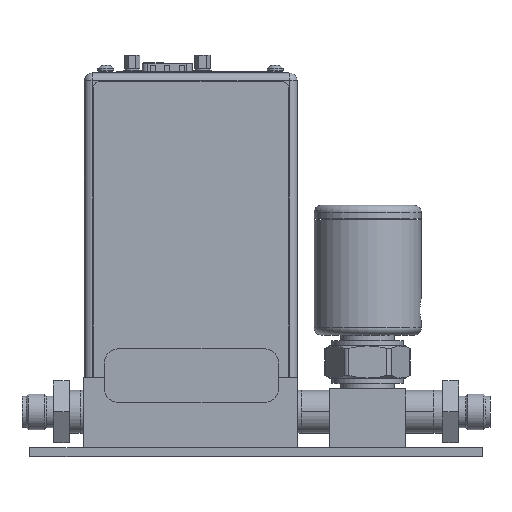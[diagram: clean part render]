
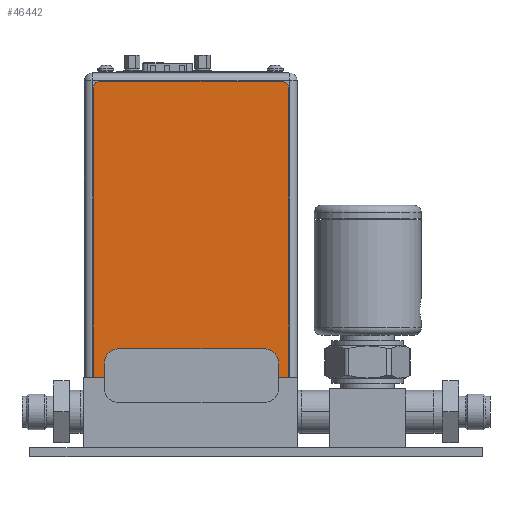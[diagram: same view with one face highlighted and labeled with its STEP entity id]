
A CAD part, top view. The second image highlights one B-rep face of the part: STEP entity #46442.
In plain terms, the highlighted planar face has unit normal (0, 0, 1).
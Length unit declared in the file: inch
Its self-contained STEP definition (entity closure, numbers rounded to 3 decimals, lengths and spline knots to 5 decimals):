
#46275=CARTESIAN_POINT('',(2.63,4.04,0.004));
#46276=DIRECTION('',(0.,0.,1.));
#46277=DIRECTION('',(1.,0.,0.));
#46278=AXIS2_PLACEMENT_3D('',#46275,#46276,#46277);
#46280=DIRECTION('',(0.,1.,0.));
#46281=VECTOR('',#46280,4.04);
#46282=CARTESIAN_POINT('',(2.73,0.,0.004));
#46283=LINE('',#46282,#46281);
#46284=DIRECTION('',(1.,0.,0.));
#46285=VECTOR('',#46284,2.73);
#46286=CARTESIAN_POINT('',(0.,0.,0.004));
#46287=LINE('',#46286,#46285);
#46288=DIRECTION('',(0.,-1.,0.));
#46289=VECTOR('',#46288,4.04);
#46290=CARTESIAN_POINT('',(0.,4.04,0.004));
#46291=LINE('',#46290,#46289);
#46292=CARTESIAN_POINT('',(0.1,4.04,0.004));
#46293=DIRECTION('',(0.,0.,1.));
#46294=DIRECTION('',(0.,1.,0.));
#46295=AXIS2_PLACEMENT_3D('',#46292,#46293,#46294);
#46297=DIRECTION('',(-1.,0.,0.));
#46298=VECTOR('',#46297,2.53);
#46299=CARTESIAN_POINT('',(2.63,4.14,0.004));
#46300=LINE('',#46299,#46298);
#46305=CARTESIAN_POINT('',(0.,0.,0.004));
#46306=CARTESIAN_POINT('',(2.73,0.,0.004));
#46307=VERTEX_POINT('',#46305);
#46308=VERTEX_POINT('',#46306);
#46313=CARTESIAN_POINT('',(2.73,4.04,0.004));
#46314=VERTEX_POINT('',#46313);
#46315=CARTESIAN_POINT('',(2.63,4.14,0.004));
#46316=VERTEX_POINT('',#46315);
#46321=CARTESIAN_POINT('',(0.1,4.14,0.004));
#46322=VERTEX_POINT('',#46321);
#46323=CARTESIAN_POINT('',(0.,4.04,0.004));
#46324=VERTEX_POINT('',#46323);
#46429=CARTESIAN_POINT('',(0.,0.,0.004));
#46430=DIRECTION('',(0.,0.,1.));
#46431=DIRECTION('',(1.,0.,0.));
#46432=AXIS2_PLACEMENT_3D('',#46429,#46430,#46431);
#46433=PLANE('',#46432);
#46434=ORIENTED_EDGE('',*,*,#46353,.F.);
#46435=ORIENTED_EDGE('',*,*,#46369,.F.);
#46436=ORIENTED_EDGE('',*,*,#46382,.F.);
#46437=ORIENTED_EDGE('',*,*,#46395,.F.);
#46438=ORIENTED_EDGE('',*,*,#46410,.F.);
#46439=ORIENTED_EDGE('',*,*,#46422,.F.);
#46440=EDGE_LOOP('',(#46434,#46435,#46436,#46437,#46438,#46439));
#46441=FACE_OUTER_BOUND('',#46440,.F.);
#46442=ADVANCED_FACE('',(#46441),#46433,.T.);
#46279=CIRCLE('',#46278,0.1);
#46296=CIRCLE('',#46295,0.1);
#46353=EDGE_CURVE('',#46314,#46316,#46279,.T.);
#46369=EDGE_CURVE('',#46308,#46314,#46283,.T.);
#46382=EDGE_CURVE('',#46307,#46308,#46287,.T.);
#46395=EDGE_CURVE('',#46324,#46307,#46291,.T.);
#46410=EDGE_CURVE('',#46322,#46324,#46296,.T.);
#46422=EDGE_CURVE('',#46316,#46322,#46300,.T.);
